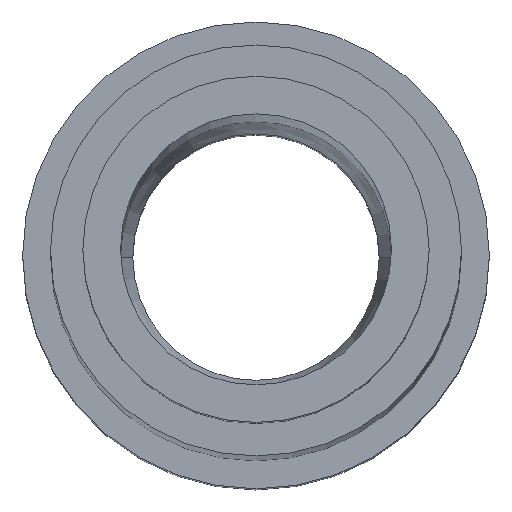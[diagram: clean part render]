
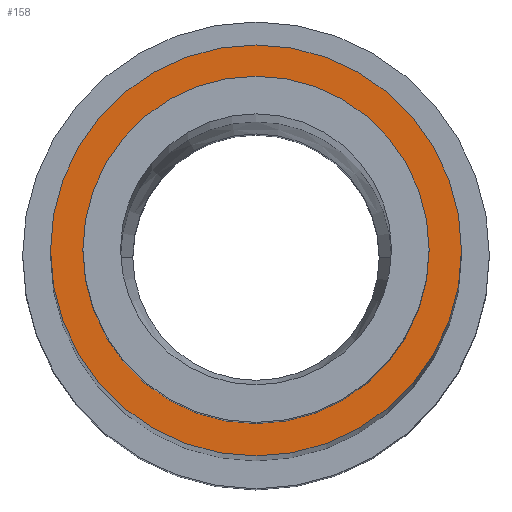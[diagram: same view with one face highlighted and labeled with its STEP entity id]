
A CAD part, top view. The second image highlights one B-rep face of the part: STEP entity #158.
In plain terms, the highlighted planar face has unit normal (0, 0, 1).
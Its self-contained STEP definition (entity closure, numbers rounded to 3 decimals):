
#1 = AXIS2_PLACEMENT_3D ( 'NONE', #32, #224, #413 ) ;
#13 = DIRECTION ( 'NONE',  ( 0., 0., 1. ) ) ;
#18 = CARTESIAN_POINT ( 'NONE',  ( -15.85, 0., -50. ) ) ;
#32 = CARTESIAN_POINT ( 'NONE',  ( 0., 0., -50. ) ) ;
#50 = AXIS2_PLACEMENT_3D ( 'NONE', #83, #275, #465 ) ;
#81 = EDGE_LOOP ( 'NONE', ( #545, #345 ) ) ;
#82 = CARTESIAN_POINT ( 'NONE',  ( 0., 0., -50. ) ) ;
#83 = CARTESIAN_POINT ( 'NONE',  ( 0., 0., -50. ) ) ;
#105 = ORIENTED_EDGE ( 'NONE', *, *, #449, .F. ) ;
#130 = CARTESIAN_POINT ( 'NONE',  ( 0., 15.85, -50. ) ) ;
#132 = CARTESIAN_POINT ( 'NONE',  ( 13.35, 0., -50. ) ) ;
#158 = ADVANCED_FACE ( 'NONE', ( #176, #368 ), #551, .F. ) ;
#160 = CIRCLE ( 'NONE', #507, 15.85 ) ;
#162 = EDGE_CURVE ( 'NONE', #432, #338, #534, .T. ) ;
#176 = FACE_BOUND ( 'NONE', #251, .T. ) ;
#202 = DIRECTION ( 'NONE',  ( 1., 0., 0. ) ) ;
#203 = AXIS2_PLACEMENT_3D ( 'NONE', #130, #322, #506 ) ;
#224 = DIRECTION ( 'NONE',  ( 0., 0., 1. ) ) ;
#236 = AXIS2_PLACEMENT_3D ( 'NONE', #439, #13, #202 ) ;
#251 = EDGE_LOOP ( 'NONE', ( #105, #328 ) ) ;
#271 = EDGE_CURVE ( 'NONE', #334, #504, #496, .T. ) ;
#273 = CIRCLE ( 'NONE', #1, 13.35 ) ;
#274 = DIRECTION ( 'NONE',  ( 0., 0., 1. ) ) ;
#275 = DIRECTION ( 'NONE',  ( 0., 0., 1. ) ) ;
#322 = DIRECTION ( 'NONE',  ( 0., 0., -1. ) ) ;
#328 = ORIENTED_EDGE ( 'NONE', *, *, #271, .F. ) ;
#334 = VERTEX_POINT ( 'NONE', #530 ) ;
#338 = VERTEX_POINT ( 'NONE', #18 ) ;
#345 = ORIENTED_EDGE ( 'NONE', *, *, #477, .T. ) ;
#361 = CARTESIAN_POINT ( 'NONE',  ( 15.85, 0., -50. ) ) ;
#368 = FACE_OUTER_BOUND ( 'NONE', #81, .T. ) ;
#413 = DIRECTION ( 'NONE',  ( 1., 0., 0. ) ) ;
#432 = VERTEX_POINT ( 'NONE', #361 ) ;
#439 = CARTESIAN_POINT ( 'NONE',  ( 0., 0., -50. ) ) ;
#449 = EDGE_CURVE ( 'NONE', #504, #334, #273, .T. ) ;
#464 = DIRECTION ( 'NONE',  ( 1., 0., 0. ) ) ;
#465 = DIRECTION ( 'NONE',  ( 1., 0., 0. ) ) ;
#477 = EDGE_CURVE ( 'NONE', #338, #432, #160, .T. ) ;
#496 = CIRCLE ( 'NONE', #236, 13.35 ) ;
#504 = VERTEX_POINT ( 'NONE', #132 ) ;
#506 = DIRECTION ( 'NONE',  ( -1., 0., 0. ) ) ;
#507 = AXIS2_PLACEMENT_3D ( 'NONE', #82, #274, #464 ) ;
#530 = CARTESIAN_POINT ( 'NONE',  ( -13.35, 0., -50. ) ) ;
#534 = CIRCLE ( 'NONE', #50, 15.85 ) ;
#545 = ORIENTED_EDGE ( 'NONE', *, *, #162, .T. ) ;
#551 = PLANE ( 'NONE',  #203 ) ;
